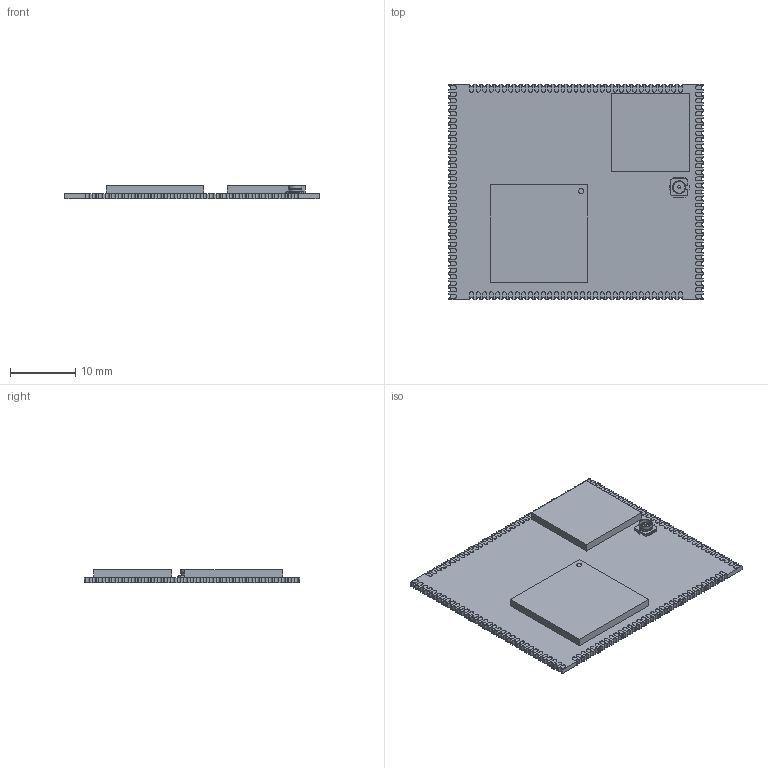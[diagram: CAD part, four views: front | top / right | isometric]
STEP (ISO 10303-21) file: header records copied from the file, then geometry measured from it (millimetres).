
FILE_DESCRIPTION(('FreeCAD Model'),'2;1');
FILE_NAME('Open CASCADE Shape Model','2025-11-17T01:44:33',(''),(''), 'Open CASCADE STEP processor 7.8','FreeCAD','Unknown');
FILE_SCHEMA(('AUTOMOTIVE_DESIGN { 1 0 10303 214 1 1 1 1 }'));
Length unit declared in the file: millimetre
Products named in the file (725): test_cm0 001; U.FL_Hirose_U.FL-R-SMT-1_Vertical001; kicad_embedded_0CBE8024A9AB6BAF11A254C6119C7189; test_cm0_pad723; test_cm0_pad004; test_cm0_pad005; test_cm0_pad006; test_cm0_pad007; test_cm0_pad008; test_cm0_pad009; test_cm0_pad010; test_cm0_pad011; test_cm0_pad012; test_cm0_pad013; test_cm0_pad014; test_cm0_pad015; test_cm0_pad016; test_cm0_pad017; test_cm0_pad018; test_cm0_pad019; test_cm0_pad020; test_cm0_pad021; test_cm0_pad022; test_cm0_pad023; test_cm0_pad024; test_cm0_pad025; test_cm0_pad026; test_cm0_pad027; test_cm0_pad028; test_cm0_pad029; test_cm0_pad030; test_cm0_pad031; test_cm0_pad032; test_cm0_pad033; test_cm0_pad034; test_cm0_pad035; test_cm0_pad036; test_cm0_pad037; test_cm0_pad038; test_cm0_pad039 ...
Assembly tree (724 placements, depth 3):
  test_cm0 001
    U.FL_Hirose_U.FL-R-SMT-1_Vertical001
    kicad_embedded_0CBE8024A9AB6BAF11A254C6119C7189
    test_cm0_pad723
      test_cm0_pad004
      test_cm0_pad005
      test_cm0_pad006
      test_cm0_pad007
      test_cm0_pad008
      test_cm0_pad009
      test_cm0_pad010
      test_cm0_pad011
      test_cm0_pad012
      test_cm0_pad013
      test_cm0_pad014
      test_cm0_pad015
      test_cm0_pad016
      test_cm0_pad017
      test_cm0_pad018
      test_cm0_pad019
      test_cm0_pad020
      test_cm0_pad021
      test_cm0_pad022
      test_cm0_pad023
      test_cm0_pad024
      test_cm0_pad025
      test_cm0_pad026
      test_cm0_pad027
      test_cm0_pad028
      test_cm0_pad029
      test_cm0_pad030
      test_cm0_pad031
      test_cm0_pad032
      test_cm0_pad033
      test_cm0_pad034
      test_cm0_pad035
      test_cm0_pad036
      test_cm0_pad037
      test_cm0_pad038
      test_cm0_pad039
      test_cm0_pad040
      test_cm0_pad041
      test_cm0_pad042
      test_cm0_pad043
      test_cm0_pad044
      test_cm0_pad045
      test_cm0_pad046
      test_cm0_pad047
      test_cm0_pad048
      test_cm0_pad049
      test_cm0_pad050
      test_cm0_pad051
      test_cm0_pad052
      test_cm0_pad053
      test_cm0_pad054
      test_cm0_pad055
      test_cm0_pad056
      test_cm0_pad057
      test_cm0_pad058
      test_cm0_pad059
Bounding box: 39 x 33 x 2.08 mm (x, y, z)
Volume: 1355.5 mm3; surface area: 4148.2 mm2
Topology: 723 solids, 723 shells, 4599 faces, 9441 edges, 6290 vertices
Faces by surface type: plane 3206, cylinder 1389, cone 3, sphere 1
Full cylindrical faces by diameter (mm): 0.25 x323, 0.4 x1, 0.8 x1, 1.8 x1, 1.92 x1, 2 x2
Entity records: 140251 total; most frequent: DIRECTION 22876, CARTESIAN_POINT 21054, ORIENTED_EDGE 18880, EDGE_CURVE 9440, AXIS2_PLACEMENT_3D 8112, LINE 6652, VECTOR 6652, VERTEX_POINT 6290
